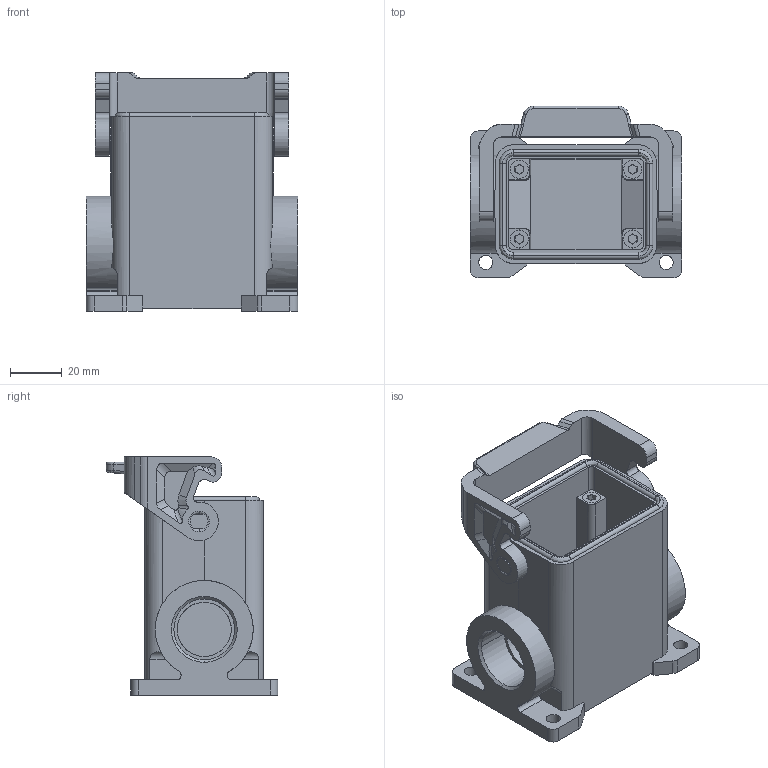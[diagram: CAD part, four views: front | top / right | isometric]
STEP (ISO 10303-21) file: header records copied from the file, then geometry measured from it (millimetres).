
FILE_DESCRIPTION(('Creo Elements/Direct Modeling STEP Export'),'2;1');
FILE_NAME('0ln7uvk5tn73ep62880','2023-11-14T14:13:54',(''),(''),'Creo Elements/Direct Modeling STEP processor for AP214 (Solid Model)','Creo Elements/Direct Modeling 20.1B 02-Apr-2019 (C) Parametric Technology GmbH','');
FILE_SCHEMA(('AUTOMOTIVE_DESIGN { 1 0 10303 214 1 1 1 1 }'));
Length unit declared in the file: millimetre
Products named in the file (2): TAPW 06 L25
Assembly tree (1 placements, depth 2):
  TAPW 06 L25
    TAPW 06 L25
Bounding box: 82 x 66.5 x 92.4 mm (x, y, z)
Volume: 138276.1 mm3; surface area: 47532.8 mm2
Topology: 1 solids, 1 shells, 326 faces, 919 edges, 605 vertices
Faces by surface type: plane 162, cylinder 128, torus 14, bspline 14, cone 8
Entity records: 19459 total; most frequent: CARTESIAN_POINT 8576, ORIENTED_EDGE 1838, DIRECTION 1604, EDGE_CURVE 919, VERTEX_POINT 605, AXIS2_PLACEMENT_3D 542, VECTOR 520, LINE 520
